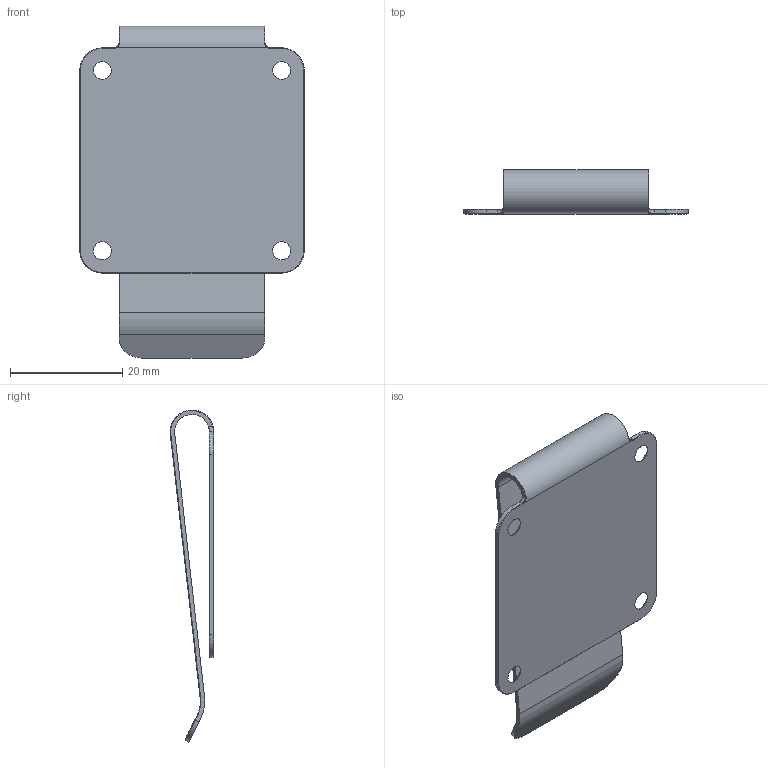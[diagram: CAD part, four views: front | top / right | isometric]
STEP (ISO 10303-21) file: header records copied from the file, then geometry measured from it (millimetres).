
FILE_DESCRIPTION(/* description */ (''),/* implementation_level */ '2;1');
FILE_NAME(/* name */ 'Lame-1',/* time_stamp */ '2019-12-23T17:53:32+01:00',/* author */ (''),/* organization */ (''),/* preprocessor_version */ 'ST-DEVELOPER v16.5',/* originating_system */ '',/* authorisation */ '');
FILE_SCHEMA (('AUTOMOTIVE_DESIGN'));
Length unit declared in the file: millimetre
Products named in the file (1): Document
Bounding box: 40 x 7.78 x 59.17 mm (x, y, z)
Surface area: 6817.1 mm2 (no closed solid volume)
Topology: 0 solids, 1 shells, 64 faces, 159 edges, 94 vertices
Faces by surface type: plane 32, bspline 32
Entity records: 1939 total; most frequent: CARTESIAN_POINT 925, ORIENTED_EDGE 319, EDGE_CURVE 166, B_SPLINE_CURVE_WITH_KNOTS 102, VERTEX_POINT 96, EDGE_LOOP 72, ADVANCED_FACE 64, FACE_OUTER_BOUND 64
